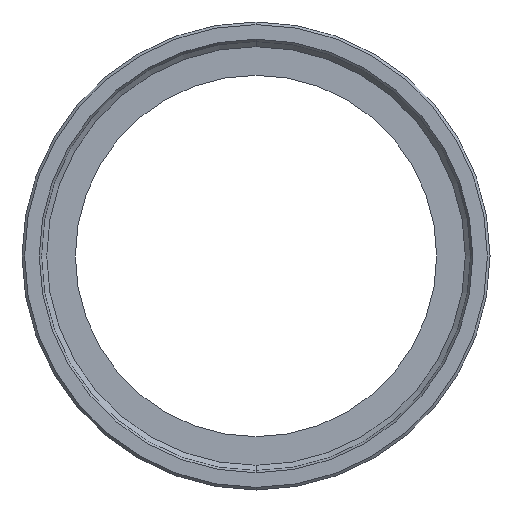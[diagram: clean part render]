
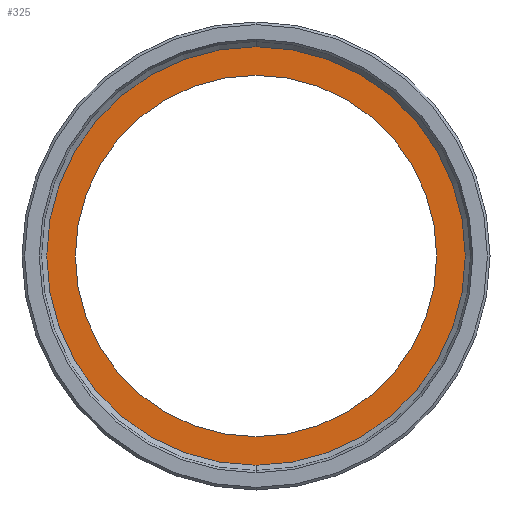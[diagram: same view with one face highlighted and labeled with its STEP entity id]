
A CAD part, front view. The second image highlights one B-rep face of the part: STEP entity #325.
In plain terms, the highlighted planar face has unit normal (0, -1, 0).
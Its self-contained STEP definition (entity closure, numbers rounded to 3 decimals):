
#20 = CARTESIAN_POINT ( 'NONE',  ( 0., 39., 161. ) ) ;
#37 = DIRECTION ( 'NONE',  ( 0., -1., 0. ) ) ;
#69 = EDGE_CURVE ( 'NONE', #404, #576, #351, .T. ) ;
#72 = CIRCLE ( 'NONE', #121, 139. ) ;
#75 = VERTEX_POINT ( 'NONE', #20 ) ;
#90 = VERTEX_POINT ( 'NONE', #552 ) ;
#120 = CARTESIAN_POINT ( 'NONE',  ( 0., 39., 0. ) ) ;
#121 = AXIS2_PLACEMENT_3D ( 'NONE', #488, #170, #544 ) ;
#152 = DIRECTION ( 'NONE',  ( 0., 0., 1. ) ) ;
#170 = DIRECTION ( 'NONE',  ( 0., -1., 0. ) ) ;
#198 = DIRECTION ( 'NONE',  ( 0., 1., 0. ) ) ;
#226 = PLANE ( 'NONE',  #494 ) ;
#249 = CARTESIAN_POINT ( 'NONE',  ( -165., 39., 0. ) ) ;
#261 = DIRECTION ( 'NONE',  ( 0., 0., 1. ) ) ;
#265 = FACE_OUTER_BOUND ( 'NONE', #283, .T. ) ;
#283 = EDGE_LOOP ( 'NONE', ( #284, #417 ) ) ;
#284 = ORIENTED_EDGE ( 'NONE', *, *, #559, .T. ) ;
#289 = CIRCLE ( 'NONE', #520, 161. ) ;
#307 = CIRCLE ( 'NONE', #412, 161. ) ;
#317 = CARTESIAN_POINT ( 'NONE',  ( 0., 39., 0. ) ) ;
#324 = ORIENTED_EDGE ( 'NONE', *, *, #69, .F. ) ;
#325 = ADVANCED_FACE ( 'NONE', ( #265, #408 ), #226, .F. ) ;
#351 = CIRCLE ( 'NONE', #405, 139. ) ;
#358 = CARTESIAN_POINT ( 'NONE',  ( 0., 39., 0. ) ) ;
#369 = CARTESIAN_POINT ( 'NONE',  ( 0., 39., -139. ) ) ;
#404 = VERTEX_POINT ( 'NONE', #482 ) ;
#405 = AXIS2_PLACEMENT_3D ( 'NONE', #358, #37, #406 ) ;
#406 = DIRECTION ( 'NONE',  ( 0., 0., -1. ) ) ;
#408 = FACE_BOUND ( 'NONE', #662, .T. ) ;
#412 = AXIS2_PLACEMENT_3D ( 'NONE', #120, #495, #152 ) ;
#417 = ORIENTED_EDGE ( 'NONE', *, *, #572, .T. ) ;
#439 = DIRECTION ( 'NONE',  ( 0., 0., 1. ) ) ;
#451 = EDGE_CURVE ( 'NONE', #576, #404, #72, .T. ) ;
#482 = CARTESIAN_POINT ( 'NONE',  ( 0., 39., 139. ) ) ;
#488 = CARTESIAN_POINT ( 'NONE',  ( 0., 39., 0. ) ) ;
#494 = AXIS2_PLACEMENT_3D ( 'NONE', #249, #198, #439 ) ;
#495 = DIRECTION ( 'NONE',  ( 0., -1., 0. ) ) ;
#520 = AXIS2_PLACEMENT_3D ( 'NONE', #317, #634, #261 ) ;
#544 = DIRECTION ( 'NONE',  ( 0., 0., -1. ) ) ;
#552 = CARTESIAN_POINT ( 'NONE',  ( 0., 39., -161. ) ) ;
#559 = EDGE_CURVE ( 'NONE', #90, #75, #307, .T. ) ;
#572 = EDGE_CURVE ( 'NONE', #75, #90, #289, .T. ) ;
#576 = VERTEX_POINT ( 'NONE', #369 ) ;
#634 = DIRECTION ( 'NONE',  ( 0., -1., 0. ) ) ;
#662 = EDGE_LOOP ( 'NONE', ( #676, #324 ) ) ;
#676 = ORIENTED_EDGE ( 'NONE', *, *, #451, .F. ) ;
